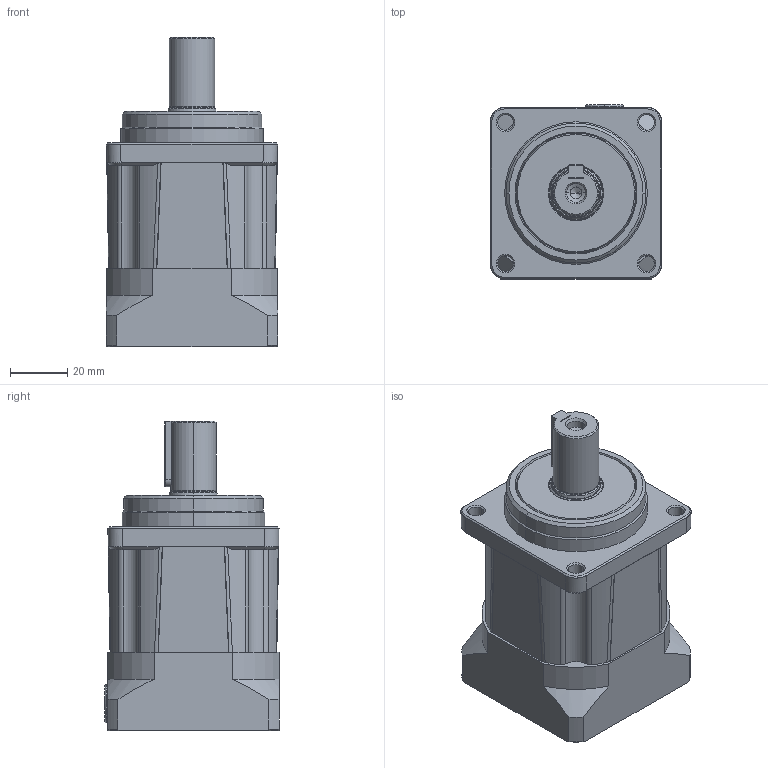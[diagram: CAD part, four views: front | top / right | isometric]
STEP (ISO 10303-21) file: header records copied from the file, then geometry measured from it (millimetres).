
FILE_DESCRIPTION (( 'STEP AP214' ), '1' );
FILE_NAME ('Outside_C013424_HPN-14A-xxx-J6AEA-BB5.STEP', '2023-04-05T00:29:41', ( 'Windows ユーザー' ), ( '' ), 'SwSTEP 2.0', 'SolidWorks 2021', '' );
FILE_SCHEMA (( 'AUTOMOTIVE_DESIGN' ));
Length unit declared in the file: millimetre
Products named in the file (1): Outside_C013424_HPN-14A-xxx-J6AEA-BB5
Bounding box: 60 x 61 x 108.5 mm (x, y, z)
Volume: 236314.9 mm3; surface area: 37161.9 mm2
Topology: 2 solids, 2 shells, 471 faces, 1178 edges, 742 vertices
Faces by surface type: plane 193, cylinder 154, cone 71, torus 32, bspline 21
Entity records: 19830 total; most frequent: CARTESIAN_POINT 3893, DIRECTION 2339, ORIENTED_EDGE 2336, EDGE_CURVE 1168, AXIS2_PLACEMENT_3D 874, VERTEX_POINT 742, VECTOR 591, LINE 591
